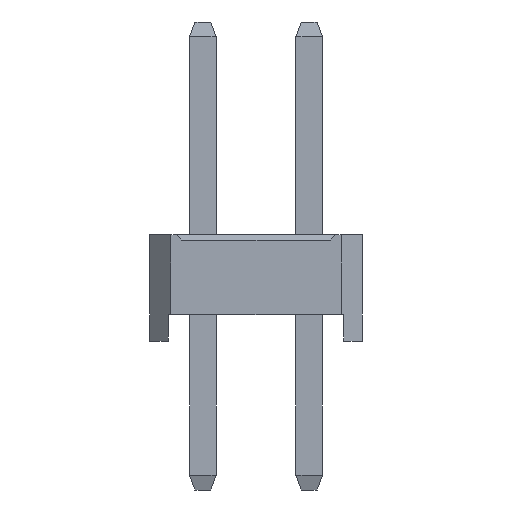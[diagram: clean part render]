
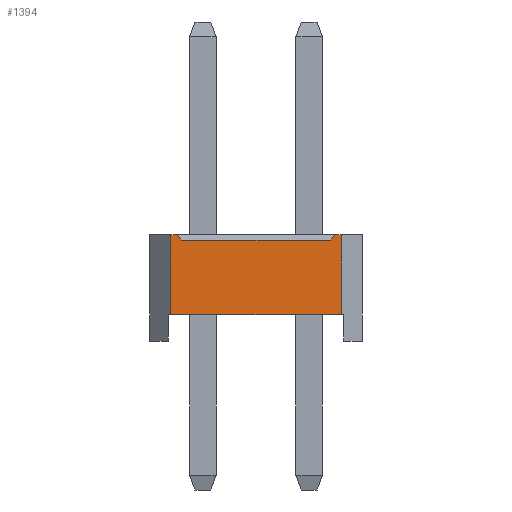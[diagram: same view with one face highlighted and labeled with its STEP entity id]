
A CAD part, left-side view. The second image highlights one B-rep face of the part: STEP entity #1394.
In plain terms, the highlighted planar face has unit normal (-1, 0, 0).
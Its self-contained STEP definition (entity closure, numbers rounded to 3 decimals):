
#1394=ADVANCED_FACE('',(#5748),#5750,.T.);
#5748=FACE_BOUND('',#5749,.T.);
#5749=EDGE_LOOP('',(#9167,#9168,#9169,#9170,#9171,#9172,#9173,#9174));
#5750=PLANE('',#5751);
#5751=AXIS2_PLACEMENT_3D('',#5752,#5753,#5754);
#5752=CARTESIAN_POINT('',(-1.,2.6,0.));
#5753=DIRECTION('',(-1.,0.,0.));
#5754=DIRECTION('',(0.,-1.,0.));
#9167=ORIENTED_EDGE('',*,*,#11282,.F.);
#9168=ORIENTED_EDGE('',*,*,#11283,.T.);
#9169=ORIENTED_EDGE('',*,*,#11284,.F.);
#9170=ORIENTED_EDGE('',*,*,#10831,.F.);
#9171=ORIENTED_EDGE('',*,*,#11285,.F.);
#9172=ORIENTED_EDGE('',*,*,#10660,.T.);
#9173=ORIENTED_EDGE('',*,*,#11281,.T.);
#9174=ORIENTED_EDGE('',*,*,#10835,.F.);
#10660=EDGE_CURVE('',#11869,#11867,#11870,.T.);
#10831=EDGE_CURVE('',#12209,#12211,#12212,.T.);
#10835=EDGE_CURVE('',#12217,#12219,#12220,.T.);
#11281=EDGE_CURVE('',#11867,#12219,#12962,.T.);
#11282=EDGE_CURVE('',#12963,#12217,#12964,.F.);
#11283=EDGE_CURVE('',#12963,#12965,#12966,.T.);
#11284=EDGE_CURVE('',#12211,#12965,#12967,.F.);
#11285=EDGE_CURVE('',#11869,#12209,#12968,.T.);
#11867=VERTEX_POINT('',#13826);
#11869=VERTEX_POINT('',#13830);
#11870=LINE('',#13831,#13832);
#12209=VERTEX_POINT('',#14510);
#12211=VERTEX_POINT('',#14514);
#12212=LINE('',#14515,#14516);
#12217=VERTEX_POINT('',#14526);
#12219=VERTEX_POINT('',#14530);
#12220=LINE('',#14531,#14532);
#12962=LINE('',#16165,#16166);
#12963=VERTEX_POINT('',#16168);
#12964=LINE('',#16169,#16170);
#12965=VERTEX_POINT('',#16172);
#12966=LINE('',#16173,#16174);
#12967=LINE('',#16176,#16177);
#12968=LINE('',#16179,#16180);
#13826=CARTESIAN_POINT('',(-1.,-0.6,0.5));
#13830=CARTESIAN_POINT('',(-1.,2.6,0.5));
#13831=CARTESIAN_POINT('',(-1.,2.6,0.5));
#13832=VECTOR('',#13833,1.);
#13833=DIRECTION('',(0.,-1.,0.));
#14510=CARTESIAN_POINT('',(-1.,2.6,2.));
#14514=CARTESIAN_POINT('',(-1.,2.5,2.));
#14515=CARTESIAN_POINT('',(-1.,2.6,2.));
#14516=VECTOR('',#14517,1.);
#14517=DIRECTION('',(0.,-1.,0.));
#14526=CARTESIAN_POINT('',(-1.,-0.5,2.));
#14530=CARTESIAN_POINT('',(-1.,-0.6,2.));
#14531=CARTESIAN_POINT('',(-1.,-0.5,2.));
#14532=VECTOR('',#14533,1.);
#14533=DIRECTION('',(0.,-1.,0.));
#16165=CARTESIAN_POINT('',(-1.,-0.6,0.5));
#16166=VECTOR('',#16167,1.);
#16167=DIRECTION('',(0.,0.,1.));
#16168=CARTESIAN_POINT('',(-1.,-0.4,1.9));
#16169=CARTESIAN_POINT('',(-1.,-0.5,2.));
#16170=VECTOR('',#16171,1.);
#16171=DIRECTION('',(0.,0.707,-0.707));
#16172=CARTESIAN_POINT('',(-1.,2.4,1.9));
#16173=CARTESIAN_POINT('',(-1.,-0.4,1.9));
#16174=VECTOR('',#16175,1.);
#16175=DIRECTION('',(0.,1.,0.));
#16176=CARTESIAN_POINT('',(-1.,2.4,1.9));
#16177=VECTOR('',#16178,1.);
#16178=DIRECTION('',(0.,0.707,0.707));
#16179=CARTESIAN_POINT('',(-1.,2.6,0.5));
#16180=VECTOR('',#16181,1.);
#16181=DIRECTION('',(0.,0.,1.));
